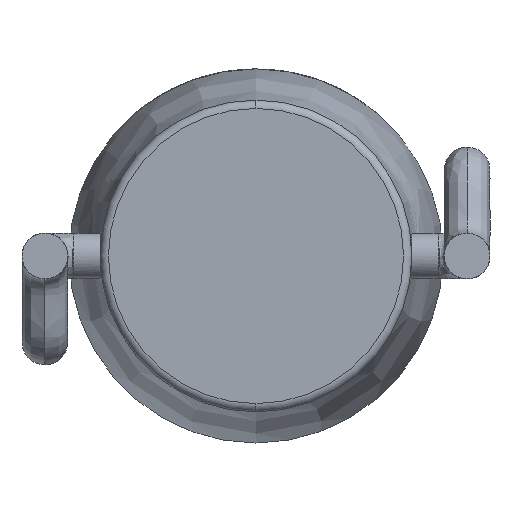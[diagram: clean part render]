
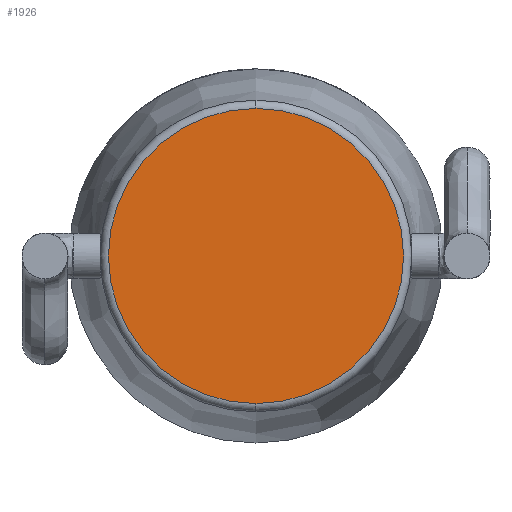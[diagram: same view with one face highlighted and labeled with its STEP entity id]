
A CAD part, front view. The second image highlights one B-rep face of the part: STEP entity #1926.
In plain terms, the highlighted planar face has unit normal (0, -1, 0).
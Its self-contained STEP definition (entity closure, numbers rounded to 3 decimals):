
#22 = VERTEX_POINT ( 'NONE', #6091 ) ;
#332 = EDGE_CURVE ( 'NONE', #4420, #22, #4125, .T. ) ;
#678 = DIRECTION ( 'NONE',  ( 0., -1., 0. ) ) ;
#753 = CARTESIAN_POINT ( 'NONE',  ( 0., 0., 0. ) ) ;
#778 = CIRCLE ( 'NONE', #2743, 1.775 ) ;
#1153 = DIRECTION ( 'NONE',  ( 0., 0., 1. ) ) ;
#1266 = DIRECTION ( 'NONE',  ( 0., 0., 1. ) ) ;
#1586 = DIRECTION ( 'NONE',  ( 0., 0., 1. ) ) ;
#1804 = AXIS2_PLACEMENT_3D ( 'NONE', #5835, #5290, #1586 ) ;
#1809 = ORIENTED_EDGE ( 'NONE', *, *, #332, .T. ) ;
#1926 = ADVANCED_FACE ( 'NONE', ( #3322 ), #4943, .F. ) ;
#2182 = EDGE_LOOP ( 'NONE', ( #2726, #1809 ) ) ;
#2726 = ORIENTED_EDGE ( 'NONE', *, *, #3118, .T. ) ;
#2743 = AXIS2_PLACEMENT_3D ( 'NONE', #3507, #678, #1153 ) ;
#2931 = CARTESIAN_POINT ( 'NONE',  ( 0., 0., 1.775 ) ) ;
#3118 = EDGE_CURVE ( 'NONE', #22, #4420, #778, .T. ) ;
#3322 = FACE_OUTER_BOUND ( 'NONE', #2182, .T. ) ;
#3507 = CARTESIAN_POINT ( 'NONE',  ( 0., 0., 0. ) ) ;
#3553 = AXIS2_PLACEMENT_3D ( 'NONE', #753, #5950, #1266 ) ;
#4125 = CIRCLE ( 'NONE', #1804, 1.775 ) ;
#4420 = VERTEX_POINT ( 'NONE', #2931 ) ;
#4943 = PLANE ( 'NONE',  #3553 ) ;
#5290 = DIRECTION ( 'NONE',  ( 0., -1., 0. ) ) ;
#5835 = CARTESIAN_POINT ( 'NONE',  ( 0., 0., 0. ) ) ;
#5950 = DIRECTION ( 'NONE',  ( 0., 1., 0. ) ) ;
#6091 = CARTESIAN_POINT ( 'NONE',  ( 0., 0., -1.775 ) ) ;
